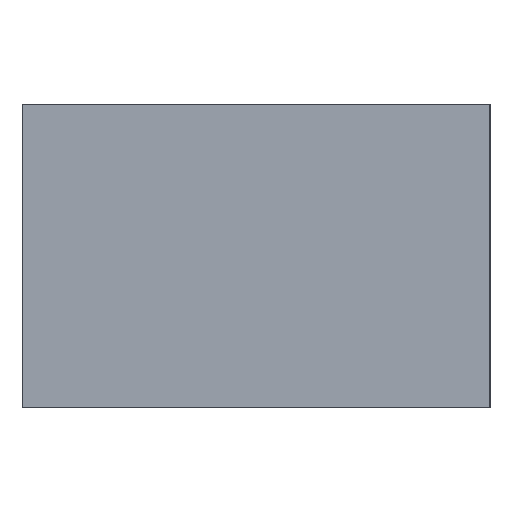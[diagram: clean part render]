
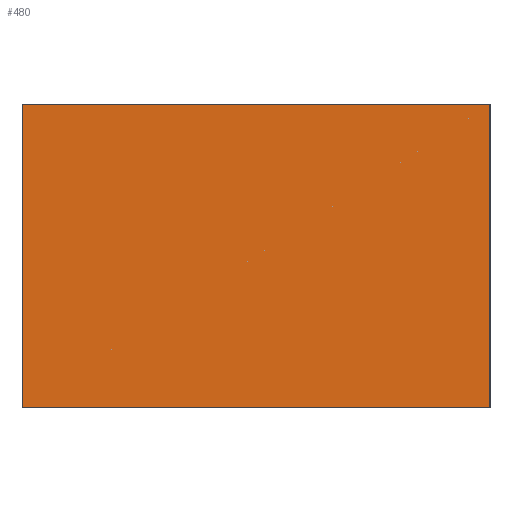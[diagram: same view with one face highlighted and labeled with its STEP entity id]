
A CAD part, left-side view. The second image highlights one B-rep face of the part: STEP entity #480.
In plain terms, the highlighted planar face has unit normal (-1, 0, 0).
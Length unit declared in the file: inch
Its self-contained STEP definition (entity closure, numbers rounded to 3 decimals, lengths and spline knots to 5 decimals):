
#38=FACE_OUTER_BOUND('',#64,.T.);
#64=EDGE_LOOP('',(#429,#430,#431,#432));
#114=LINE('',#713,#180);
#126=LINE('',#736,#192);
#130=LINE('',#742,#196);
#131=LINE('',#744,#197);
#180=VECTOR('',#581,0.3937);
#192=VECTOR('',#601,0.3937);
#196=VECTOR('',#607,0.3937);
#197=VECTOR('',#610,0.3937);
#233=VERTEX_POINT('',#711);
#234=VERTEX_POINT('',#712);
#239=VERTEX_POINT('',#732);
#241=VERTEX_POINT('',#735);
#290=EDGE_CURVE('',#233,#234,#114,.T.);
#302=EDGE_CURVE('',#239,#241,#126,.T.);
#306=EDGE_CURVE('',#239,#234,#130,.T.);
#307=EDGE_CURVE('',#241,#233,#131,.T.);
#429=ORIENTED_EDGE('',*,*,#302,.F.);
#430=ORIENTED_EDGE('',*,*,#306,.T.);
#431=ORIENTED_EDGE('',*,*,#290,.F.);
#432=ORIENTED_EDGE('',*,*,#307,.F.);
#459=PLANE('',#503);
#480=ADVANCED_FACE('',(#38),#459,.T.);
#503=AXIS2_PLACEMENT_3D('',#743,#608,#609);
#581=DIRECTION('',(0.,-1.,0.));
#601=DIRECTION('',(0.,1.,0.));
#607=DIRECTION('',(0.,0.,1.));
#608=DIRECTION('center_axis',(-1.,0.,0.));
#609=DIRECTION('ref_axis',(0.,-1.,0.));
#610=DIRECTION('',(0.,0.,1.));
#711=CARTESIAN_POINT('',(-0.75,12.75,8.25));
#712=CARTESIAN_POINT('',(-0.75,0.,8.25));
#713=CARTESIAN_POINT('',(-0.75,9.5625,8.25));
#732=CARTESIAN_POINT('',(-0.75,0.,0.));
#735=CARTESIAN_POINT('',(-0.75,12.75,0.));
#736=CARTESIAN_POINT('',(-0.75,0.,0.));
#742=CARTESIAN_POINT('',(-0.75,0.,0.));
#743=CARTESIAN_POINT('Origin',(-0.75,12.75,0.));
#744=CARTESIAN_POINT('',(-0.75,12.75,0.));
